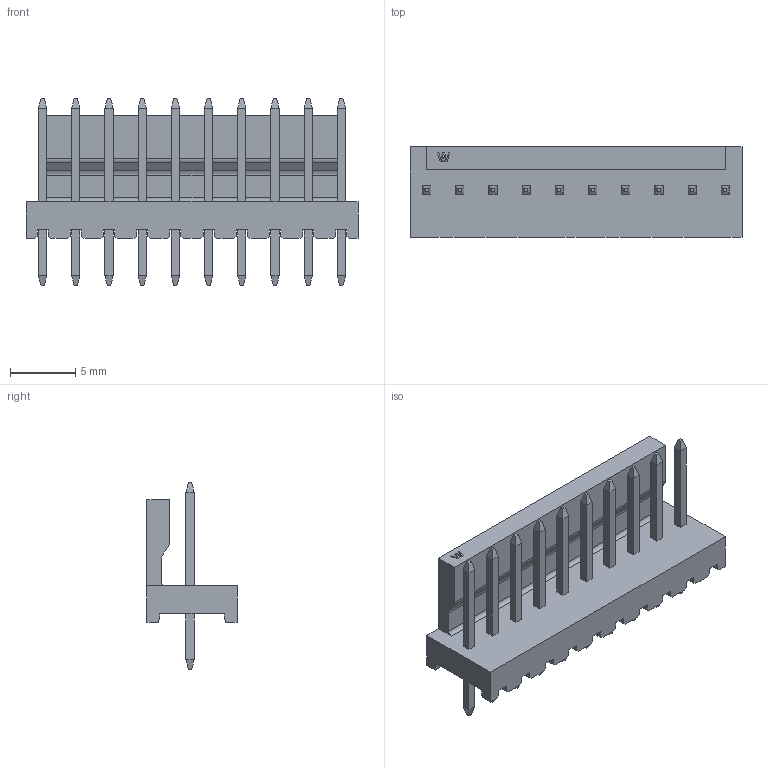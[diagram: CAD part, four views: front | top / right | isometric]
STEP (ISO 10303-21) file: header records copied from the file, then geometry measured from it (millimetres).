
FILE_DESCRIPTION( ('This file contains a STEP AP42 implementation' ,'as created by ZW3D STEP Interface translator.') ,'2;1' );
FILE_NAME( 'WF2545-BWS10W01.stp' ,'24 1 5.171940', (''), ('ZWCAD Software Co.'), 'Version 1.0', 'ZW3D to STEP translator', '' );
FILE_SCHEMA(('AUTOMOTIVE_DESIGN { 1 0 10303 214 1 1 1 1 }'));
Length unit declared in the file: millimetre
Products named in the file (2): 0; WF2545-BWS10W01
Bounding box: 25.4 x 6.9 x 14.3 mm (x, y, z)
Volume: 609.2 mm3; surface area: 1312.7 mm2
Topology: 1 solids, 1 shells, 502 faces, 1296 edges, 808 vertices
Faces by surface type: plane 499, cylinder 3
Entity records: 15274 total; most frequent: CARTESIAN_POINT 2607, ORIENTED_EDGE 2592, DIRECTION 2308, EDGE_CURVE 1296, VECTOR 1290, LINE 1290, VERTEX_POINT 808, EDGE_LOOP 514
